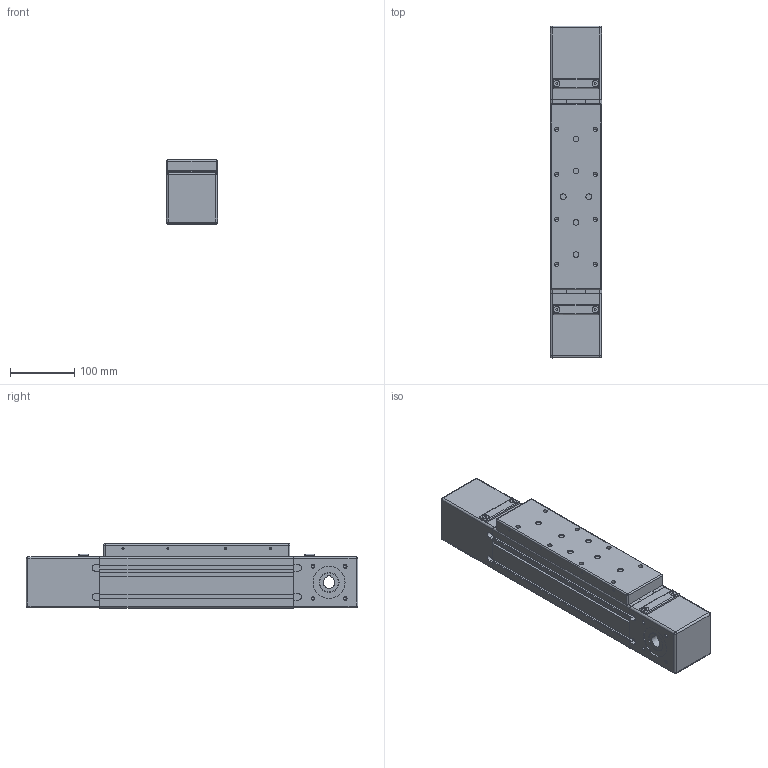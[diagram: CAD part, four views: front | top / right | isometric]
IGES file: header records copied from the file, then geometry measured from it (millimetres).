
Global section: file name: No Iges File Name specified; native system: Autodesk Inventor 2011; preprocessor: AutoDesk Inventor Iges Exporter R2011; author: Matej; date: 20110523.110922; units: millimetre
Bounding box: 80 x 517 x 100 mm (x, y, z)
Volume: 3512178.5 mm3; surface area: 355556.3 mm2
Topology: 4 solids, 13 shells, 567 faces, 1420 edges, 861 vertices
Faces by surface type: plane 194, bspline 142, revolution 115, cylinder 92, sphere 12, cone 12
